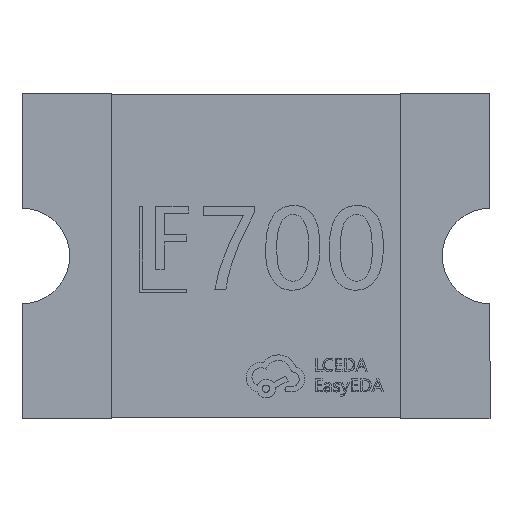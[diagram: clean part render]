
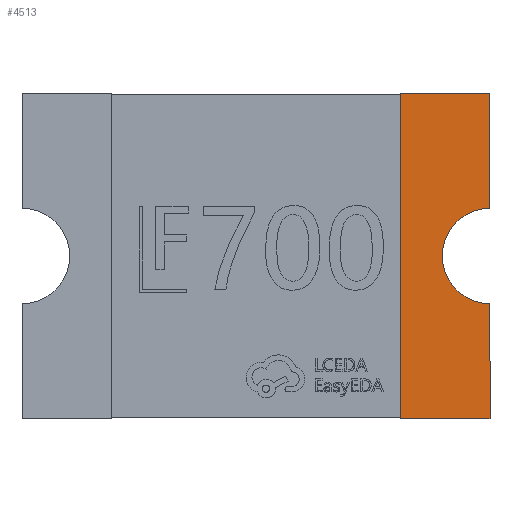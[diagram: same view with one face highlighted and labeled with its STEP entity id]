
A CAD part, top view. The second image highlights one B-rep face of the part: STEP entity #4513.
In plain terms, the highlighted planar face has unit normal (0, 0, 1).
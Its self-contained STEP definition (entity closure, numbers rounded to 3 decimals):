
#229 = LINE ( 'NONE', #13150, #8210 ) ;
#381 = VECTOR ( 'NONE', #620, 1000. ) ;
#620 = DIRECTION ( 'NONE',  ( 1., 0., 0. ) ) ;
#963 = CIRCLE ( 'NONE', #10478, 0.75 ) ;
#1192 = CARTESIAN_POINT ( 'NONE',  ( 3.68, 2.56, 0.5 ) ) ;
#1285 = ORIENTED_EDGE ( 'NONE', *, *, #9901, .F. ) ;
#1423 = CARTESIAN_POINT ( 'NONE',  ( 0., 0., 0.5 ) ) ;
#1542 = CARTESIAN_POINT ( 'NONE',  ( 2.28, 0., 0.5 ) ) ;
#2573 = VECTOR ( 'NONE', #4113, 1000. ) ;
#2959 = FACE_OUTER_BOUND ( 'NONE', #5480, .T. ) ;
#3099 = ORIENTED_EDGE ( 'NONE', *, *, #11365, .F. ) ;
#3528 = ORIENTED_EDGE ( 'NONE', *, *, #12782, .T. ) ;
#3529 = LINE ( 'NONE', #9736, #381 ) ;
#4113 = DIRECTION ( 'NONE',  ( 0., 1., 0. ) ) ;
#4513 = ADVANCED_FACE ( 'NONE', ( #2959 ), #13151, .T. ) ;
#4733 = CARTESIAN_POINT ( 'NONE',  ( 3.68, 0.75, 0.5 ) ) ;
#5372 = AXIS2_PLACEMENT_3D ( 'NONE', #1423, #15845, #11838 ) ;
#5480 = EDGE_LOOP ( 'NONE', ( #3099, #14263, #8461, #1285, #3528, #12725 ) ) ;
#5482 = EDGE_CURVE ( 'NONE', #8535, #16606, #13967, .T. ) ;
#5812 = LINE ( 'NONE', #10898, #15921 ) ;
#6581 = VERTEX_POINT ( 'NONE', #16211 ) ;
#6661 = DIRECTION ( 'NONE',  ( 0., 1., 0. ) ) ;
#7649 = DIRECTION ( 'NONE',  ( -1., 0., 0. ) ) ;
#7978 = DIRECTION ( 'NONE',  ( -1., 0., 0. ) ) ;
#8149 = VERTEX_POINT ( 'NONE', #13697 ) ;
#8210 = VECTOR ( 'NONE', #6661, 1000. ) ;
#8414 = VERTEX_POINT ( 'NONE', #4733 ) ;
#8461 = ORIENTED_EDGE ( 'NONE', *, *, #14746, .T. ) ;
#8535 = VERTEX_POINT ( 'NONE', #1192 ) ;
#9151 = CARTESIAN_POINT ( 'NONE',  ( 3.68, 0., 0.5 ) ) ;
#9218 = LINE ( 'NONE', #1542, #2573 ) ;
#9315 = DIRECTION ( 'NONE',  ( 0., 0., 1. ) ) ;
#9736 = CARTESIAN_POINT ( 'NONE',  ( -3.68, -2.56, 0.5 ) ) ;
#9901 = EDGE_CURVE ( 'NONE', #8414, #8149, #963, .T. ) ;
#10478 = AXIS2_PLACEMENT_3D ( 'NONE', #9151, #9315, #7978 ) ;
#10898 = CARTESIAN_POINT ( 'NONE',  ( 3.68, 2.56, 0.5 ) ) ;
#11365 = EDGE_CURVE ( 'NONE', #6581, #16606, #9218, .T. ) ;
#11546 = CARTESIAN_POINT ( 'NONE',  ( -3.68, 2.56, 0.5 ) ) ;
#11838 = DIRECTION ( 'NONE',  ( 1., 0., 0. ) ) ;
#12171 = EDGE_CURVE ( 'NONE', #6581, #12899, #3529, .T. ) ;
#12282 = VECTOR ( 'NONE', #7649, 1000. ) ;
#12725 = ORIENTED_EDGE ( 'NONE', *, *, #5482, .T. ) ;
#12782 = EDGE_CURVE ( 'NONE', #8414, #8535, #5812, .T. ) ;
#12899 = VERTEX_POINT ( 'NONE', #14719 ) ;
#13150 = CARTESIAN_POINT ( 'NONE',  ( 3.68, 2.56, 0.5 ) ) ;
#13151 = PLANE ( 'NONE',  #5372 ) ;
#13697 = CARTESIAN_POINT ( 'NONE',  ( 3.68, -0.75, 0.5 ) ) ;
#13869 = CARTESIAN_POINT ( 'NONE',  ( 2.28, 2.56, 0.5 ) ) ;
#13967 = LINE ( 'NONE', #11546, #12282 ) ;
#14263 = ORIENTED_EDGE ( 'NONE', *, *, #12171, .T. ) ;
#14719 = CARTESIAN_POINT ( 'NONE',  ( 3.68, -2.56, 0.5 ) ) ;
#14746 = EDGE_CURVE ( 'NONE', #12899, #8149, #229, .T. ) ;
#15845 = DIRECTION ( 'NONE',  ( 0., 0., 1. ) ) ;
#15921 = VECTOR ( 'NONE', #16121, 1000. ) ;
#16121 = DIRECTION ( 'NONE',  ( 0., 1., 0. ) ) ;
#16211 = CARTESIAN_POINT ( 'NONE',  ( 2.28, -2.56, 0.5 ) ) ;
#16606 = VERTEX_POINT ( 'NONE', #13869 ) ;
